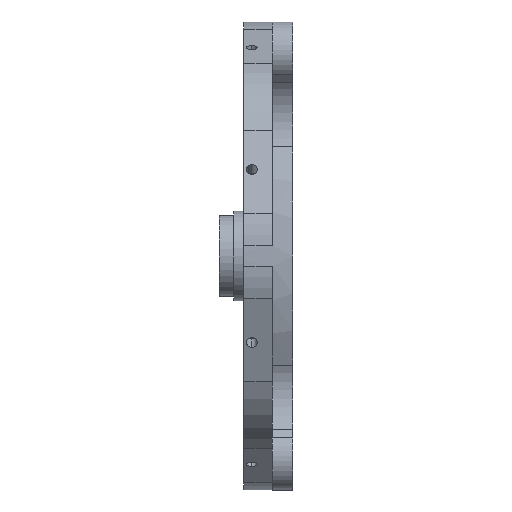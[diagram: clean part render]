
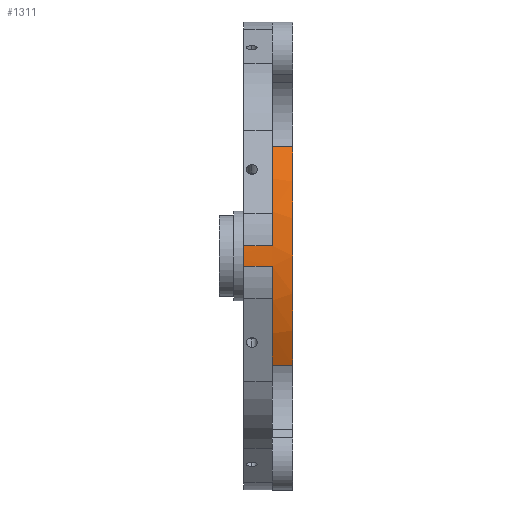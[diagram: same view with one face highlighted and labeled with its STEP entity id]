
A CAD part, left-side view. The second image highlights one B-rep face of the part: STEP entity #1311.
In plain terms, the highlighted cylindrical face has radius 115 mm (diameter 230 mm), a partial arc.
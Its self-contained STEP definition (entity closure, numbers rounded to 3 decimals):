
#103 = VERTEX_POINT ( 'NONE', #8279 ) ;
#176 = CARTESIAN_POINT ( 'NONE',  ( 0., 10., 0. ) ) ;
#298 = EDGE_LOOP ( 'NONE', ( #5075, #6093, #2413, #4582, #8099, #7591, #6469, #4105 ) ) ;
#352 = CARTESIAN_POINT ( 'NONE',  ( -114.885, 10., 5.147 ) ) ;
#528 = EDGE_CURVE ( 'NONE', #8220, #6776, #6854, .T. ) ;
#532 = DIRECTION ( 'NONE',  ( 0., -1., 0. ) ) ;
#534 = AXIS2_PLACEMENT_3D ( 'NONE', #5628, #1817, #6934 ) ;
#577 = DIRECTION ( 'NONE',  ( 0., 0., 1. ) ) ;
#736 = CARTESIAN_POINT ( 'NONE',  ( -101.731, 10., 53.627 ) ) ;
#819 = CARTESIAN_POINT ( 'NONE',  ( -101.731, 0., -53.627 ) ) ;
#950 = EDGE_CURVE ( 'NONE', #8220, #5838, #2662, .T. ) ;
#967 = EDGE_CURVE ( 'NONE', #7051, #5838, #4300, .T. ) ;
#998 = CARTESIAN_POINT ( 'NONE',  ( -101.731, 10., 53.627 ) ) ;
#1034 = CARTESIAN_POINT ( 'NONE',  ( -114.885, 10., -5.147 ) ) ;
#1068 = DIRECTION ( 'NONE',  ( 0., 1., 0. ) ) ;
#1311 = ADVANCED_FACE ( 'NONE', ( #2111 ), #4625, .T. ) ;
#1511 = DIRECTION ( 'NONE',  ( 0., 0., 1. ) ) ;
#1669 = DIRECTION ( 'NONE',  ( 0., -1., 0. ) ) ;
#1745 = CARTESIAN_POINT ( 'NONE',  ( 0., 10., 0. ) ) ;
#1761 = EDGE_CURVE ( 'NONE', #5197, #6776, #3840, .T. ) ;
#1817 = DIRECTION ( 'NONE',  ( 0., 1., 0. ) ) ;
#2111 = FACE_OUTER_BOUND ( 'NONE', #298, .T. ) ;
#2413 = ORIENTED_EDGE ( 'NONE', *, *, #1761, .F. ) ;
#2662 = CIRCLE ( 'NONE', #534, 115. ) ;
#2875 = EDGE_CURVE ( 'NONE', #7668, #103, #6918, .T. ) ;
#3167 = AXIS2_PLACEMENT_3D ( 'NONE', #6810, #1068, #6184 ) ;
#3341 = CARTESIAN_POINT ( 'NONE',  ( -101.731, 10., -53.627 ) ) ;
#3423 = EDGE_CURVE ( 'NONE', #4309, #103, #4280, .T. ) ;
#3483 = CARTESIAN_POINT ( 'NONE',  ( 0., 0., 0. ) ) ;
#3840 = CIRCLE ( 'NONE', #7572, 115. ) ;
#4032 = CARTESIAN_POINT ( 'NONE',  ( -114.885, 10., 5.147 ) ) ;
#4105 = ORIENTED_EDGE ( 'NONE', *, *, #967, .T. ) ;
#4280 = LINE ( 'NONE', #998, #4429 ) ;
#4300 = LINE ( 'NONE', #352, #8011 ) ;
#4309 = VERTEX_POINT ( 'NONE', #736 ) ;
#4351 = DIRECTION ( 'NONE',  ( 0., -1., 0. ) ) ;
#4414 = VECTOR ( 'NONE', #4351, 1000. ) ;
#4429 = VECTOR ( 'NONE', #1669, 1000. ) ;
#4582 = ORIENTED_EDGE ( 'NONE', *, *, #8233, .T. ) ;
#4625 = CYLINDRICAL_SURFACE ( 'NONE', #7913, 115. ) ;
#4658 = EDGE_CURVE ( 'NONE', #7051, #4309, #7179, .T. ) ;
#5008 = DIRECTION ( 'NONE',  ( 0., 1., 0. ) ) ;
#5021 = DIRECTION ( 'NONE',  ( 0., 1., 0. ) ) ;
#5075 = ORIENTED_EDGE ( 'NONE', *, *, #950, .F. ) ;
#5197 = VERTEX_POINT ( 'NONE', #3341 ) ;
#5287 = DIRECTION ( 'NONE',  ( 0., -1., 0. ) ) ;
#5451 = DIRECTION ( 'NONE',  ( 0., 0., -1. ) ) ;
#5536 = VECTOR ( 'NONE', #532, 1000. ) ;
#5585 = CARTESIAN_POINT ( 'NONE',  ( -114.885, 10., -5.147 ) ) ;
#5628 = CARTESIAN_POINT ( 'NONE',  ( 0., 24., 0. ) ) ;
#5705 = AXIS2_PLACEMENT_3D ( 'NONE', #3483, #6541, #1511 ) ;
#5711 = LINE ( 'NONE', #8268, #5536 ) ;
#5838 = VERTEX_POINT ( 'NONE', #6182 ) ;
#6093 = ORIENTED_EDGE ( 'NONE', *, *, #528, .T. ) ;
#6182 = CARTESIAN_POINT ( 'NONE',  ( -114.885, 24., 5.147 ) ) ;
#6184 = DIRECTION ( 'NONE',  ( 0., 0., 1. ) ) ;
#6389 = CARTESIAN_POINT ( 'NONE',  ( -114.885, 24., -5.147 ) ) ;
#6469 = ORIENTED_EDGE ( 'NONE', *, *, #4658, .F. ) ;
#6541 = DIRECTION ( 'NONE',  ( 0., 1., 0. ) ) ;
#6776 = VERTEX_POINT ( 'NONE', #5585 ) ;
#6810 = CARTESIAN_POINT ( 'NONE',  ( 0., 10., 0. ) ) ;
#6854 = LINE ( 'NONE', #1034, #4414 ) ;
#6918 = CIRCLE ( 'NONE', #5705, 115. ) ;
#6934 = DIRECTION ( 'NONE',  ( 0., 0., 1. ) ) ;
#7051 = VERTEX_POINT ( 'NONE', #4032 ) ;
#7179 = CIRCLE ( 'NONE', #3167, 115. ) ;
#7572 = AXIS2_PLACEMENT_3D ( 'NONE', #1745, #5021, #577 ) ;
#7591 = ORIENTED_EDGE ( 'NONE', *, *, #3423, .F. ) ;
#7668 = VERTEX_POINT ( 'NONE', #819 ) ;
#7913 = AXIS2_PLACEMENT_3D ( 'NONE', #176, #5287, #5451 ) ;
#8011 = VECTOR ( 'NONE', #5008, 1000. ) ;
#8099 = ORIENTED_EDGE ( 'NONE', *, *, #2875, .T. ) ;
#8220 = VERTEX_POINT ( 'NONE', #6389 ) ;
#8233 = EDGE_CURVE ( 'NONE', #5197, #7668, #5711, .T. ) ;
#8268 = CARTESIAN_POINT ( 'NONE',  ( -101.731, 10., -53.627 ) ) ;
#8279 = CARTESIAN_POINT ( 'NONE',  ( -101.731, 0., 53.627 ) ) ;
